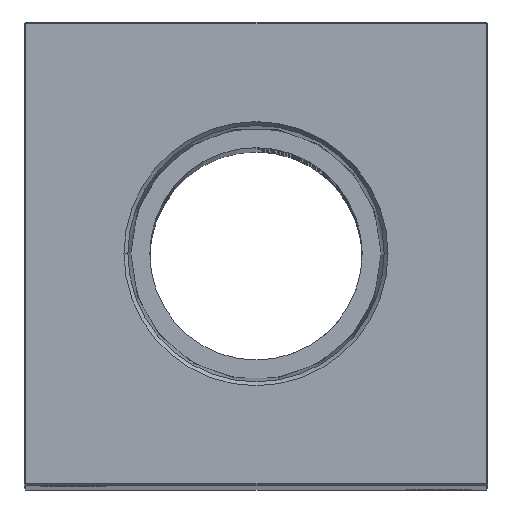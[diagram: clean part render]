
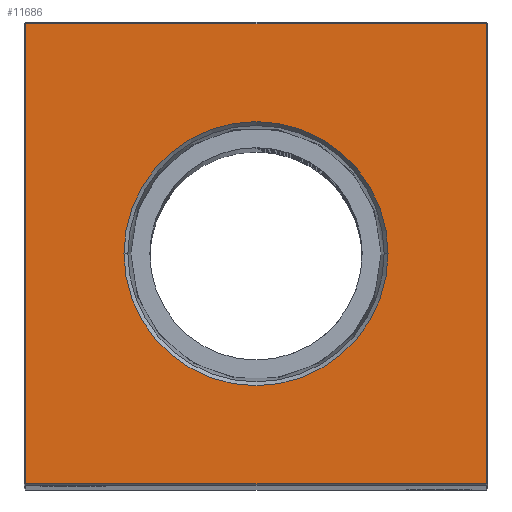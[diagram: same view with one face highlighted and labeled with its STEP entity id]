
A CAD part, top view. The second image highlights one B-rep face of the part: STEP entity #11686.
In plain terms, the highlighted planar face has unit normal (0, 0, 1).
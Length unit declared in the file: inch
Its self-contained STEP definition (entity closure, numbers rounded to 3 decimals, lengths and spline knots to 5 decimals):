
#756 = ORIENTED_EDGE ( 'NONE', *, *, #28673, .T. ) ;
#970 = CARTESIAN_POINT ( 'NONE',  ( 0.85498, 0., 17.5 ) ) ;
#2130 = VERTEX_POINT ( 'NONE', #29396 ) ;
#2272 = DIRECTION ( 'NONE',  ( 0., -1., 0. ) ) ;
#4681 = CIRCLE ( 'NONE', #24520, 0.85498 ) ;
#6283 = LINE ( 'NONE', #17090, #26039 ) ;
#6384 = EDGE_LOOP ( 'NONE', ( #34022, #32290 ) ) ;
#6456 = FACE_BOUND ( 'NONE', #6384, .T. ) ;
#6864 = DIRECTION ( 'NONE',  ( 0., 0., 1. ) ) ;
#7296 = DIRECTION ( 'NONE',  ( -1., 0., 0. ) ) ;
#7866 = VERTEX_POINT ( 'NONE', #33849 ) ;
#8852 = AXIS2_PLACEMENT_3D ( 'NONE', #20735, #31726, #7296 ) ;
#9024 = CARTESIAN_POINT ( 'NONE',  ( 1.49, 0., 17.5 ) ) ;
#10188 = LINE ( 'NONE', #20968, #16461 ) ;
#10507 = DIRECTION ( 'NONE',  ( 0., 0., 1. ) ) ;
#11686 = ADVANCED_FACE ( 'NONE', ( #30869, #6456 ), #17270, .F. ) ;
#12132 = VECTOR ( 'NONE', #19796, 39.37008 ) ;
#14658 = CIRCLE ( 'NONE', #34632, 0.85498 ) ;
#14911 = CARTESIAN_POINT ( 'NONE',  ( 1.49, -1.49, 17.5 ) ) ;
#15648 = ORIENTED_EDGE ( 'NONE', *, *, #23215, .T. ) ;
#15707 = LINE ( 'NONE', #26586, #22979 ) ;
#16461 = VECTOR ( 'NONE', #31959, 39.37008 ) ;
#17090 = CARTESIAN_POINT ( 'NONE',  ( 0., -1.49, 17.5 ) ) ;
#17270 = PLANE ( 'NONE',  #8852 ) ;
#17671 = DIRECTION ( 'NONE',  ( 1., 0., 0. ) ) ;
#19018 = VERTEX_POINT ( 'NONE', #20894 ) ;
#19796 = DIRECTION ( 'NONE',  ( 0., 1., 0. ) ) ;
#20735 = CARTESIAN_POINT ( 'NONE',  ( 0., 0., 17.5 ) ) ;
#20785 = EDGE_CURVE ( 'NONE', #25894, #25571, #6283, .T. ) ;
#20825 = EDGE_CURVE ( 'NONE', #32308, #7866, #14658, .T. ) ;
#20894 = CARTESIAN_POINT ( 'NONE',  ( 1.49, 1.49, 17.5 ) ) ;
#20968 = CARTESIAN_POINT ( 'NONE',  ( 0., 1.49, 17.5 ) ) ;
#21310 = DIRECTION ( 'NONE',  ( 1., 0., 0. ) ) ;
#22979 = VECTOR ( 'NONE', #2272, 39.37008 ) ;
#23215 = EDGE_CURVE ( 'NONE', #19018, #2130, #10188, .T. ) ;
#24520 = AXIS2_PLACEMENT_3D ( 'NONE', #31292, #6864, #17671 ) ;
#25571 = VERTEX_POINT ( 'NONE', #14911 ) ;
#25894 = VERTEX_POINT ( 'NONE', #31772 ) ;
#26039 = VECTOR ( 'NONE', #28006, 39.37008 ) ;
#26586 = CARTESIAN_POINT ( 'NONE',  ( -1.49, 0., 17.5 ) ) ;
#27774 = EDGE_CURVE ( 'NONE', #25571, #19018, #33482, .T. ) ;
#27926 = ORIENTED_EDGE ( 'NONE', *, *, #20785, .T. ) ;
#28006 = DIRECTION ( 'NONE',  ( 1., 0., 0. ) ) ;
#28119 = ORIENTED_EDGE ( 'NONE', *, *, #27774, .T. ) ;
#28673 = EDGE_CURVE ( 'NONE', #2130, #25894, #15707, .T. ) ;
#29396 = CARTESIAN_POINT ( 'NONE',  ( -1.49, 1.49, 17.5 ) ) ;
#30016 = EDGE_CURVE ( 'NONE', #7866, #32308, #4681, .T. ) ;
#30869 = FACE_OUTER_BOUND ( 'NONE', #33322, .T. ) ;
#31292 = CARTESIAN_POINT ( 'NONE',  ( 0., 0., 17.5 ) ) ;
#31726 = DIRECTION ( 'NONE',  ( 0., 0., -1. ) ) ;
#31772 = CARTESIAN_POINT ( 'NONE',  ( -1.49, -1.49, 17.5 ) ) ;
#31959 = DIRECTION ( 'NONE',  ( -1., 0., 0. ) ) ;
#32290 = ORIENTED_EDGE ( 'NONE', *, *, #30016, .F. ) ;
#32308 = VERTEX_POINT ( 'NONE', #970 ) ;
#33322 = EDGE_LOOP ( 'NONE', ( #756, #27926, #28119, #15648 ) ) ;
#33482 = LINE ( 'NONE', #9024, #12132 ) ;
#33849 = CARTESIAN_POINT ( 'NONE',  ( -0.85498, 0., 17.5 ) ) ;
#34022 = ORIENTED_EDGE ( 'NONE', *, *, #20825, .F. ) ;
#34632 = AXIS2_PLACEMENT_3D ( 'NONE', #34955, #10507, #21310 ) ;
#34955 = CARTESIAN_POINT ( 'NONE',  ( 0., 0., 17.5 ) ) ;
